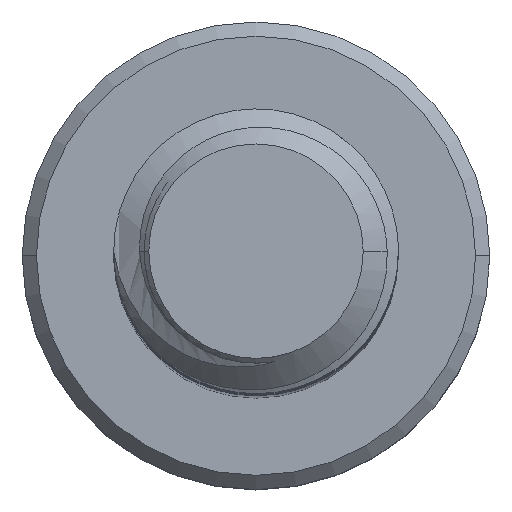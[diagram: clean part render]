
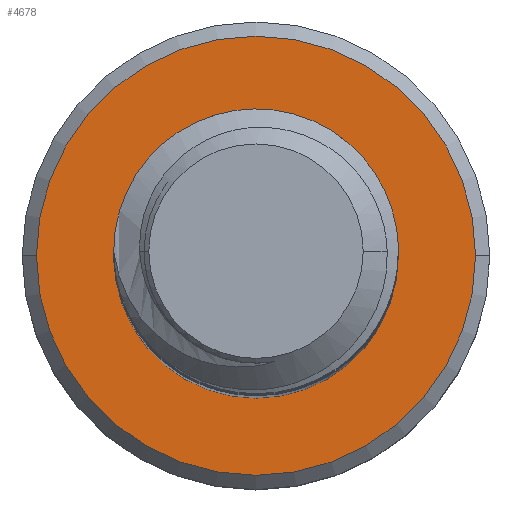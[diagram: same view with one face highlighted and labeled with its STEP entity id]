
A CAD part, top view. The second image highlights one B-rep face of the part: STEP entity #4678.
In plain terms, the highlighted planar face has unit normal (0, 0, 1).
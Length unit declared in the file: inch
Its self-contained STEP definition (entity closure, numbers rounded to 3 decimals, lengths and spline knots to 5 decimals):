
#278 = AXIS2_PLACEMENT_3D ( 'NONE', #5968, #5958, #5944 ) ;
#358 = EDGE_LOOP ( 'NONE', ( #6088, #2887 ) ) ;
#385 = CARTESIAN_POINT ( 'NONE',  ( 0.1465, 0., -1.75 ) ) ;
#909 = EDGE_LOOP ( 'NONE', ( #6429, #6875 ) ) ;
#1080 = VERTEX_POINT ( 'NONE', #4041 ) ;
#1197 = FACE_OUTER_BOUND ( 'NONE', #909, .T. ) ;
#1394 = CARTESIAN_POINT ( 'NONE',  ( 0., 0., -1.75 ) ) ;
#1464 = PLANE ( 'NONE',  #5262 ) ;
#1520 = DIRECTION ( 'NONE',  ( 0., 0., -1. ) ) ;
#1568 = DIRECTION ( 'NONE',  ( -1., 0., 0. ) ) ;
#1709 = CIRCLE ( 'NONE', #5977, 0.1465 ) ;
#2247 = AXIS2_PLACEMENT_3D ( 'NONE', #2791, #2744, #2739 ) ;
#2575 = VERTEX_POINT ( 'NONE', #2611 ) ;
#2611 = CARTESIAN_POINT ( 'NONE',  ( -0.1465, 0., -1.75 ) ) ;
#2739 = DIRECTION ( 'NONE',  ( -1., 0., 0. ) ) ;
#2744 = DIRECTION ( 'NONE',  ( 0., 0., 1. ) ) ;
#2791 = CARTESIAN_POINT ( 'NONE',  ( 0., 0., -1.75 ) ) ;
#2887 = ORIENTED_EDGE ( 'NONE', *, *, #7424, .F. ) ;
#3443 = AXIS2_PLACEMENT_3D ( 'NONE', #5872, #5777, #5715 ) ;
#3596 = FACE_BOUND ( 'NONE', #358, .T. ) ;
#3615 = CARTESIAN_POINT ( 'NONE',  ( 0.095, 0., -1.75 ) ) ;
#4041 = CARTESIAN_POINT ( 'NONE',  ( -0.095, 0., -1.75 ) ) ;
#4474 = CIRCLE ( 'NONE', #2247, 0.095 ) ;
#4678 = ADVANCED_FACE ( 'NONE', ( #1197, #3596 ), #1464, .F. ) ;
#4869 = VERTEX_POINT ( 'NONE', #385 ) ;
#5213 = EDGE_CURVE ( 'NONE', #4869, #2575, #5397, .T. ) ;
#5262 = AXIS2_PLACEMENT_3D ( 'NONE', #1394, #1520, #1568 ) ;
#5397 = CIRCLE ( 'NONE', #3443, 0.1465 ) ;
#5527 = CIRCLE ( 'NONE', #278, 0.095 ) ;
#5711 = VERTEX_POINT ( 'NONE', #3615 ) ;
#5715 = DIRECTION ( 'NONE',  ( -1., 0., 0. ) ) ;
#5777 = DIRECTION ( 'NONE',  ( 0., 0., 1. ) ) ;
#5872 = CARTESIAN_POINT ( 'NONE',  ( 0., 0., -1.75 ) ) ;
#5944 = DIRECTION ( 'NONE',  ( -1., 0., 0. ) ) ;
#5958 = DIRECTION ( 'NONE',  ( 0., 0., 1. ) ) ;
#5968 = CARTESIAN_POINT ( 'NONE',  ( 0., 0., -1.75 ) ) ;
#5977 = AXIS2_PLACEMENT_3D ( 'NONE', #6696, #6699, #6704 ) ;
#6088 = ORIENTED_EDGE ( 'NONE', *, *, #6889, .F. ) ;
#6305 = EDGE_CURVE ( 'NONE', #2575, #4869, #1709, .T. ) ;
#6429 = ORIENTED_EDGE ( 'NONE', *, *, #6305, .T. ) ;
#6696 = CARTESIAN_POINT ( 'NONE',  ( 0., 0., -1.75 ) ) ;
#6699 = DIRECTION ( 'NONE',  ( 0., 0., 1. ) ) ;
#6704 = DIRECTION ( 'NONE',  ( -1., 0., 0. ) ) ;
#6875 = ORIENTED_EDGE ( 'NONE', *, *, #5213, .T. ) ;
#6889 = EDGE_CURVE ( 'NONE', #5711, #1080, #5527, .T. ) ;
#7424 = EDGE_CURVE ( 'NONE', #1080, #5711, #4474, .T. ) ;
